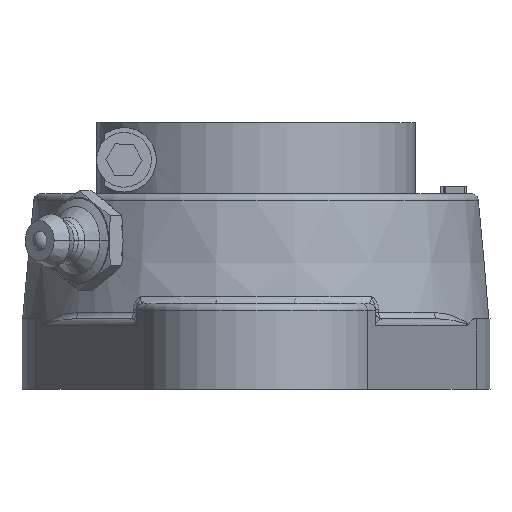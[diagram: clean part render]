
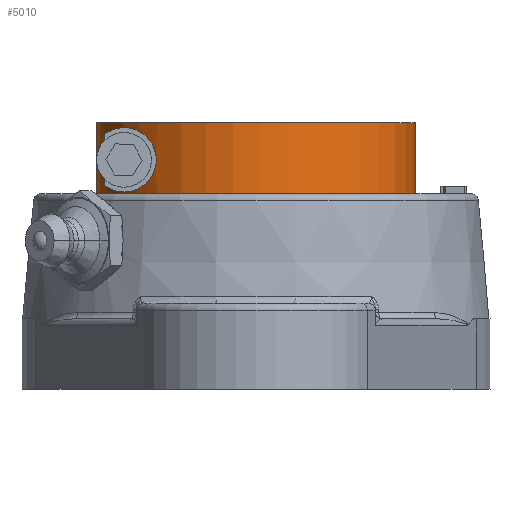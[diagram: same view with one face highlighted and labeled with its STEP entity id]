
A CAD part, left-side view. The second image highlights one B-rep face of the part: STEP entity #5010.
In plain terms, the highlighted cylindrical face has radius 20.4 mm (diameter 40.8 mm), a partial arc.
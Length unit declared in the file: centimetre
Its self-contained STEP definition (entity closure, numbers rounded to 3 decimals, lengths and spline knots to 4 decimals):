
#393=CYLINDRICAL_SURFACE('',#5447,2.04);
#633=CIRCLE('',#5446,2.04);
#634=CIRCLE('',#5448,2.04);
#758=B_SPLINE_CURVE_WITH_KNOTS('',3,(#12740,#12741,#12742,#12743,#12744,
#12745,#12746,#12747,#12748,#12749,#12750,#12751,#12752,#12753,#12754,#12755,
#12756,#12757,#12758,#12759,#12760,#12761,#12762,#12763,#12764,#12765,#12766,
#12767,#12768,#12769,#12770,#12771,#12772,#12773,#12774,#12775,#12776,#12777,
#12778,#12779,#12780,#12781),.UNSPECIFIED.,.T.,.U.,(4,2,2,2,2,2,2,2,2,2,
2,2,2,2,2,2,2,2,2,2,4),(0.,0.0322,0.0645,0.1289,
0.254,0.3791,0.4838,0.5884,
0.6477,0.6773,0.7069,0.7366,0.7662,
0.8255,0.9301,1.0348,1.1599,1.285,
1.3494,1.3817,1.4139),.UNSPECIFIED.);
#759=B_SPLINE_CURVE_WITH_KNOTS('',3,(#12793,#12794,#12795,#12796,#12797,
#12798,#12799,#12800,#12801,#12802,#12803,#12804,#12805,#12806,#12807,#12808,
#12809,#12810,#12811,#12812,#12813,#12814,#12815,#12816,#12817,#12818,#12819,
#12820,#12821,#12822),.UNSPECIFIED.,.F.,.U.,(4,2,2,2,2,2,2,2,2,2,2,2,2,2,
4),(0.3436,1.0485,1.4009,1.7533,1.9317,
2.11,2.2338,2.3575,2.4812,2.605,
2.7833,2.9617,3.3141,3.6665,4.3713),
 .UNSPECIFIED.);
#1235=VERTEX_POINT('',#12782);
#1238=VERTEX_POINT('',#12789);
#1239=VERTEX_POINT('',#12790);
#1243=VERTEX_POINT('',#12831);
#1244=VERTEX_POINT('',#12833);
#1247=VERTEX_POINT('',#12840);
#1248=VERTEX_POINT('',#12842);
#1516=VECTOR('',#6462,1.);
#1519=VECTOR('',#6474,1.);
#1523=VECTOR('',#6479,1.);
#1794=LINE('',#12788,#1516);
#1797=LINE('',#12832,#1519);
#1801=LINE('',#12841,#1523);
#2493=EDGE_CURVE('',#1235,#1235,#758,.T.);
#2496=EDGE_CURVE('',#1238,#1239,#1794,.T.);
#2498=EDGE_CURVE('',#1239,#1238,#759,.T.);
#2502=EDGE_CURVE('',#1244,#1243,#1797,.T.);
#2506=EDGE_CURVE('',#1248,#1247,#1801,.T.);
#2509=EDGE_CURVE('',#1243,#1248,#633,.T.);
#2510=EDGE_CURVE('',#1247,#1244,#634,.T.);
#3901=ORIENTED_EDGE('',*,*,#2493,.T.);
#3902=ORIENTED_EDGE('',*,*,#2498,.T.);
#3903=ORIENTED_EDGE('',*,*,#2496,.T.);
#3904=ORIENTED_EDGE('',*,*,#2502,.T.);
#3905=ORIENTED_EDGE('',*,*,#2509,.T.);
#3906=ORIENTED_EDGE('',*,*,#2506,.T.);
#3907=ORIENTED_EDGE('',*,*,#2510,.T.);
#4317=EDGE_LOOP('',(#3901));
#4318=EDGE_LOOP('',(#3902,#3903));
#4319=EDGE_LOOP('',(#3904,#3905,#3906,#3907));
#4695=FACE_BOUND('',#4317,.T.);
#4696=FACE_BOUND('',#4318,.T.);
#4697=FACE_BOUND('',#4319,.T.);
#5010=ADVANCED_FACE('',(#4695,#4696,#4697),#393,.T.);
#5446=AXIS2_PLACEMENT_3D('',#12846,#6484,#6485);
#5447=AXIS2_PLACEMENT_3D('',#12847,#6486,#6487);
#5448=AXIS2_PLACEMENT_3D('',#12848,#6488,#6489);
#6462=DIRECTION('',(0.,0.,1.));
#6474=DIRECTION('',(0.,0.,1.));
#6479=DIRECTION('',(0.,0.,-1.));
#6484=DIRECTION('',(0.,0.,-1.));
#6485=DIRECTION('',(2.04,0.,0.));
#6486=DIRECTION('',(0.,0.,1.));
#6487=DIRECTION('',(2.04,0.,0.));
#6488=DIRECTION('',(0.,0.,1.));
#6489=DIRECTION('',(2.04,0.,0.));
#12740=CARTESIAN_POINT('',(0.8605,1.8496,0.475));
#12741=CARTESIAN_POINT('',(0.8605,1.8496,0.4643));
#12742=CARTESIAN_POINT('',(0.8627,1.8486,0.4541));
#12743=CARTESIAN_POINT('',(0.8705,1.845,0.4351));
#12744=CARTESIAN_POINT('',(0.8759,1.8424,0.4262));
#12745=CARTESIAN_POINT('',(0.8954,1.8331,0.4014));
#12746=CARTESIAN_POINT('',(0.9124,1.8247,0.3875));
#12747=CARTESIAN_POINT('',(0.9607,1.8,0.3552));
#12748=CARTESIAN_POINT('',(0.998,1.7797,0.3394));
#12749=CARTESIAN_POINT('',(1.0735,1.7353,0.3181));
#12750=CARTESIAN_POINT('',(1.1117,1.711,0.3129));
#12751=CARTESIAN_POINT('',(1.1751,1.6679,0.3129));
#12752=CARTESIAN_POINT('',(1.206,1.6458,0.3166));
#12753=CARTESIAN_POINT('',(1.2635,1.602,0.3353));
#12754=CARTESIAN_POINT('',(1.2902,1.5805,0.3502));
#12755=CARTESIAN_POINT('',(1.3232,1.5527,0.3837));
#12756=CARTESIAN_POINT('',(1.3345,1.543,0.3993));
#12757=CARTESIAN_POINT('',(1.3463,1.5327,0.4261));
#12758=CARTESIAN_POINT('',(1.3493,1.53,0.4356));
#12759=CARTESIAN_POINT('',(1.3534,1.5264,0.4551));
#12760=CARTESIAN_POINT('',(1.3545,1.5254,0.4651));
#12761=CARTESIAN_POINT('',(1.3545,1.5254,0.4849));
#12762=CARTESIAN_POINT('',(1.3534,1.5264,0.4949));
#12763=CARTESIAN_POINT('',(1.3493,1.53,0.5144));
#12764=CARTESIAN_POINT('',(1.3463,1.5327,0.5239));
#12765=CARTESIAN_POINT('',(1.3345,1.543,0.5507));
#12766=CARTESIAN_POINT('',(1.3232,1.5527,0.5663));
#12767=CARTESIAN_POINT('',(1.2902,1.5805,0.5998));
#12768=CARTESIAN_POINT('',(1.2635,1.602,0.6147));
#12769=CARTESIAN_POINT('',(1.206,1.6458,0.6334));
#12770=CARTESIAN_POINT('',(1.1751,1.6679,0.6371));
#12771=CARTESIAN_POINT('',(1.1117,1.711,0.6371));
#12772=CARTESIAN_POINT('',(1.0735,1.7353,0.6319));
#12773=CARTESIAN_POINT('',(0.998,1.7797,0.6106));
#12774=CARTESIAN_POINT('',(0.9607,1.8,0.5948));
#12775=CARTESIAN_POINT('',(0.9124,1.8247,0.5625));
#12776=CARTESIAN_POINT('',(0.8954,1.8331,0.5486));
#12777=CARTESIAN_POINT('',(0.8759,1.8424,0.5238));
#12778=CARTESIAN_POINT('',(0.8705,1.845,0.5149));
#12779=CARTESIAN_POINT('',(0.8627,1.8486,0.4959));
#12780=CARTESIAN_POINT('',(0.8605,1.8496,0.4857));
#12781=CARTESIAN_POINT('',(0.8605,1.8496,0.475));
#12782=CARTESIAN_POINT('',(0.8605,1.8496,0.475));
#12788=CARTESIAN_POINT('',(-0.64,1.937,0.475));
#12789=CARTESIAN_POINT('',(-0.64,1.937,0.1465));
#12790=CARTESIAN_POINT('',(-0.64,1.937,0.8035));
#12793=CARTESIAN_POINT('',(0.,2.04,0.6893));
#12794=CARTESIAN_POINT('',(-0.2349,2.04,0.6893));
#12795=CARTESIAN_POINT('',(-0.4685,1.9993,0.7617));
#12796=CARTESIAN_POINT('',(-0.7997,1.8804,0.8428));
#12797=CARTESIAN_POINT('',(-0.9066,1.8312,0.8661));
#12798=CARTESIAN_POINT('',(-1.1096,1.7158,0.8907));
#12799=CARTESIAN_POINT('',(-1.2056,1.6497,0.8928));
#12800=CARTESIAN_POINT('',(-1.3402,1.5391,0.8618));
#12801=CARTESIAN_POINT('',(-1.3869,1.4972,0.8441));
#12802=CARTESIAN_POINT('',(-1.4691,1.4166,0.7898));
#12803=CARTESIAN_POINT('',(-1.5047,1.3781,0.7529));
#12804=CARTESIAN_POINT('',(-1.5497,1.327,0.6787));
#12805=CARTESIAN_POINT('',(-1.5658,1.3077,0.6414));
#12806=CARTESIAN_POINT('',(-1.5872,1.2817,0.5601));
#12807=CARTESIAN_POINT('',(-1.5924,1.275,0.5162));
#12808=CARTESIAN_POINT('',(-1.5924,1.275,0.4338));
#12809=CARTESIAN_POINT('',(-1.5872,1.2817,0.3899));
#12810=CARTESIAN_POINT('',(-1.5658,1.3077,0.3086));
#12811=CARTESIAN_POINT('',(-1.5497,1.327,0.2713));
#12812=CARTESIAN_POINT('',(-1.5047,1.3781,0.1971));
#12813=CARTESIAN_POINT('',(-1.4691,1.4166,0.1602));
#12814=CARTESIAN_POINT('',(-1.3869,1.4972,0.1059));
#12815=CARTESIAN_POINT('',(-1.3402,1.5391,0.0882));
#12816=CARTESIAN_POINT('',(-1.2056,1.6497,0.0572));
#12817=CARTESIAN_POINT('',(-1.1096,1.7158,0.0593));
#12818=CARTESIAN_POINT('',(-0.9066,1.8312,0.0839));
#12819=CARTESIAN_POINT('',(-0.7997,1.8804,0.1072));
#12820=CARTESIAN_POINT('',(-0.4685,1.9993,0.1883));
#12821=CARTESIAN_POINT('',(-0.2349,2.04,0.2607));
#12822=CARTESIAN_POINT('',(0.,2.04,0.2607));
#12831=CARTESIAN_POINT('',(0.1,2.0375,0.95));
#12832=CARTESIAN_POINT('',(0.1,2.0375,0.475));
#12833=CARTESIAN_POINT('',(0.1,2.0375,0.));
#12840=CARTESIAN_POINT('',(-0.1,2.0375,0.));
#12841=CARTESIAN_POINT('',(-0.1,2.0375,0.475));
#12842=CARTESIAN_POINT('',(-0.1,2.0375,0.95));
#12846=CARTESIAN_POINT('',(0.,0.,0.95));
#12847=CARTESIAN_POINT('',(0.,0.,0.));
#12848=CARTESIAN_POINT('',(0.,0.,0.));
